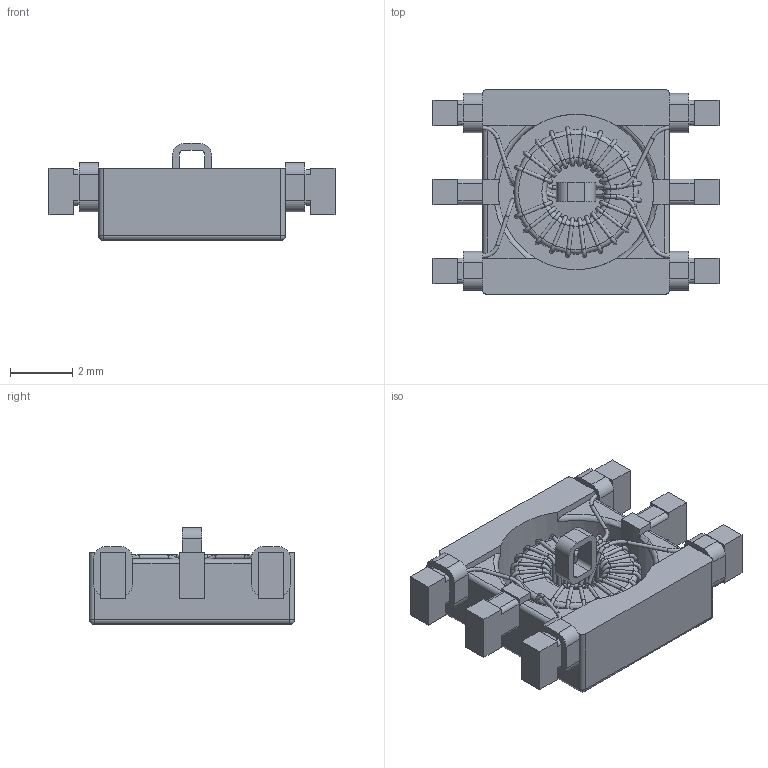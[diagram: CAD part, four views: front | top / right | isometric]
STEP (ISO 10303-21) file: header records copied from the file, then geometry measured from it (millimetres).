
FILE_DESCRIPTION( ( 'Unknown' ), '1' );
FILE_NAME( '744252xxx.stp', 'Unknown', ( 'Unknown' ), ( 'Unknown' ), 'PSStep 13.0', 'Unknown', ' ' );
FILE_SCHEMA( ( 'AUTOMOTIVE_DESIGN { 1 0 10303 214 1 1 1 1 }' ) );
Length unit declared in the file: millimetre
Products named in the file (6): Assem1; Gehäuse; Pin
Bounding box: 9.2 x 6.6 x 3.12 mm (x, y, z)
Volume: 152.4 mm3; surface area: 637 mm2
Topology: 13 solids, 13 shells, 962 faces, 2296 edges, 1376 vertices
Faces by surface type: plane 368, cylinder 330, torus 132, bspline 92, extrusion 32, sphere 8
Full cylindrical faces by diameter (mm): 0.12 x212, 1.9 x2, 4 x2, 5 x2
Entity records: 22013 total; most frequent: CARTESIAN_POINT 9094, DIRECTION 1810, ORIENTED_EDGE 1706, EDGE_CURVE 853, AXIS2_PLACEMENT_3D 722, EDGE_LOOP 688, FACE_OUTER_BOUND 672, VERTEX_POINT 639
